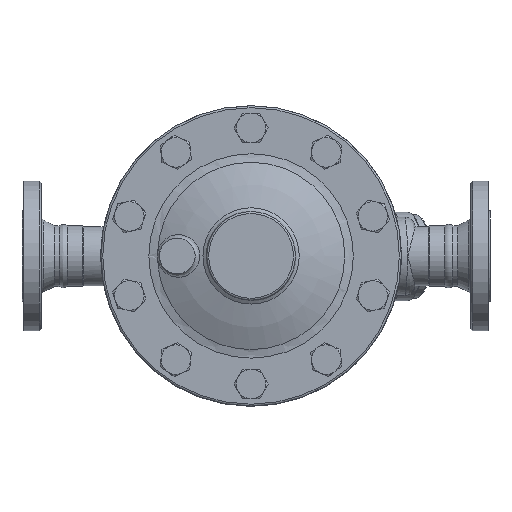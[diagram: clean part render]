
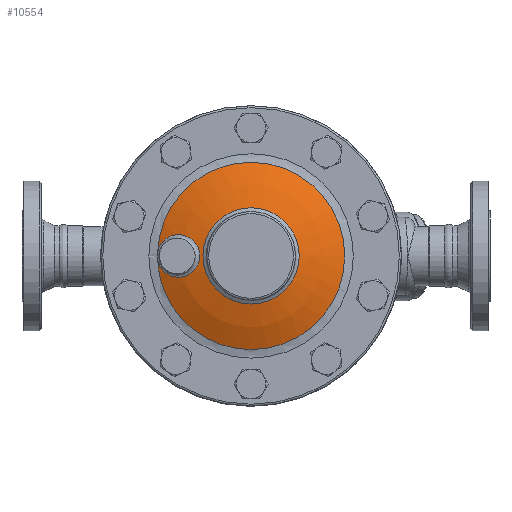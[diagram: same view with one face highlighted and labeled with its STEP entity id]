
A CAD part, top view. The second image highlights one B-rep face of the part: STEP entity #10554.
In plain terms, the highlighted spherical face has radius 218 mm.
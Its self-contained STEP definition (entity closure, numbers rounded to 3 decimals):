
#9309=CARTESIAN_POINT('',(-94.957,3.557,35.));
#9310=VERTEX_POINT('',#9309);
#9326=CARTESIAN_POINT('',(-94.957,-3.557,35.));
#9327=VERTEX_POINT('',#9326);
#9328=CARTESIAN_POINT('',(0.0,0.0,35.0));
#9329=DIRECTION('',(0.0,0.0,-1.0));
#9330=DIRECTION('',(0.0,1.0,0.0));
#9331=AXIS2_PLACEMENT_3D('',#9328,#9329,#9330);
#9332=CIRCLE('',#9331,95.024);
#9333=EDGE_CURVE('',#9310,#9327,#9332,.T.);
#10225=CARTESIAN_POINT('',(-94.957,-3.557,35.));
#10226=CARTESIAN_POINT('',(-94.932,-3.711,35.01));
#10227=CARTESIAN_POINT('',(-94.85,-4.17,35.04));
#10228=CARTESIAN_POINT('',(-94.41,-6.253,35.205));
#10229=CARTESIAN_POINT('',(-93.518,-8.722,35.54));
#10230=CARTESIAN_POINT('',(-92.332,-10.87,35.983));
#10231=CARTESIAN_POINT('',(-91.684,-11.905,36.225));
#10232=CARTESIAN_POINT('',(-91.106,-12.746,36.44));
#10233=CARTESIAN_POINT('',(-90.108,-14.035,36.812));
#10234=CARTESIAN_POINT('',(-89.006,-15.232,37.222));
#10235=CARTESIAN_POINT('',(-87.819,-16.322,37.662));
#10236=CARTESIAN_POINT('',(-87.097,-16.914,37.929));
#10237=CARTESIAN_POINT('',(-86.359,-17.476,38.202));
#10238=CARTESIAN_POINT('',(-85.491,-18.087,38.522));
#10239=CARTESIAN_POINT('',(-83.792,-19.126,39.148));
#10240=CARTESIAN_POINT('',(-81.866,-20.028,39.855));
#10241=CARTESIAN_POINT('',(-80.186,-20.601,40.469));
#10242=CARTESIAN_POINT('',(-79.179,-20.889,40.836));
#10243=CARTESIAN_POINT('',(-77.662,-21.264,41.389));
#10244=CARTESIAN_POINT('',(-75.26,-21.62,42.261));
#10245=CARTESIAN_POINT('',(-72.629,-21.624,43.211));
#10246=CARTESIAN_POINT('',(-70.937,-21.441,43.818));
#10247=CARTESIAN_POINT('',(-69.907,-21.282,44.188));
#10248=CARTESIAN_POINT('',(-68.37,-20.988,44.739));
#10249=CARTESIAN_POINT('',(-65.962,-20.274,45.599));
#10250=CARTESIAN_POINT('',(-63.673,-19.207,46.412));
#10251=CARTESIAN_POINT('',(-62.308,-18.394,46.895));
#10252=CARTESIAN_POINT('',(-61.418,-17.818,47.21));
#10253=CARTESIAN_POINT('',(-60.005,-16.81,47.709));
#10254=CARTESIAN_POINT('',(-58.394,-15.365,48.276));
#10255=CARTESIAN_POINT('',(-56.955,-13.744,48.781));
#10256=CARTESIAN_POINT('',(-55.644,-12.026,49.241));
#10257=CARTESIAN_POINT('',(-54.231,-9.662,49.735));
#10258=CARTESIAN_POINT('',(-53.27,-7.288,50.07));
#10259=CARTESIAN_POINT('',(-52.806,-5.705,50.231));
#10260=CARTESIAN_POINT('',(-52.57,-4.767,50.313));
#10261=CARTESIAN_POINT('',(-52.416,-4.019,50.367));
#10262=CARTESIAN_POINT('',(-52.142,-2.373,50.462));
#10263=CARTESIAN_POINT('',(-51.959,0.004,50.526));
#10264=CARTESIAN_POINT('',(-52.151,2.486,50.459));
#10265=CARTESIAN_POINT('',(-52.533,4.676,50.326));
#10266=CARTESIAN_POINT('',(-52.948,6.297,50.182));
#10267=CARTESIAN_POINT('',(-53.536,7.924,49.977));
#10268=CARTESIAN_POINT('',(-53.973,8.933,49.825));
#10269=CARTESIAN_POINT('',(-54.445,9.919,49.66));
#10270=CARTESIAN_POINT('',(-55.001,10.94,49.465));
#10271=CARTESIAN_POINT('',(-55.588,11.865,49.26));
#10272=CARTESIAN_POINT('',(-56.287,12.878,49.016));
#10273=CARTESIAN_POINT('',(-57.04,13.849,48.751));
#10274=CARTESIAN_POINT('',(-58.499,15.458,48.239));
#10275=CARTESIAN_POINT('',(-60.19,16.977,47.644));
#10276=CARTESIAN_POINT('',(-61.958,18.193,47.019));
#10277=CARTESIAN_POINT('',(-63.494,19.089,46.475));
#10278=CARTESIAN_POINT('',(-65.643,20.152,45.712));
#10279=CARTESIAN_POINT('',(-67.7,20.817,44.979));
#10280=CARTESIAN_POINT('',(-69.327,21.168,44.396));
#10281=CARTESIAN_POINT('',(-70.358,21.371,44.027));
#10282=CARTESIAN_POINT('',(-71.86,21.56,43.487));
#10283=CARTESIAN_POINT('',(-73.696,21.623,42.825));
#10284=CARTESIAN_POINT('',(-75.261,21.562,42.26));
#10285=CARTESIAN_POINT('',(-76.811,21.39,41.698));
#10286=CARTESIAN_POINT('',(-78.874,21.008,40.948));
#10287=CARTESIAN_POINT('',(-80.895,20.4,40.21));
#10288=CARTESIAN_POINT('',(-82.836,19.574,39.499));
#10289=CARTESIAN_POINT('',(-84.704,18.613,38.812));
#10290=CARTESIAN_POINT('',(-86.707,17.288,38.074));
#10291=CARTESIAN_POINT('',(-88.507,15.724,37.407));
#10292=CARTESIAN_POINT('',(-89.624,14.561,36.992));
#10293=CARTESIAN_POINT('',(-90.672,13.338,36.602));
#10294=CARTESIAN_POINT('',(-91.818,11.773,36.175));
#10295=CARTESIAN_POINT('',(-92.889,9.895,35.775));
#10296=CARTESIAN_POINT('',(-93.568,8.393,35.521));
#10297=CARTESIAN_POINT('',(-94.159,6.861,35.3));
#10298=CARTESIAN_POINT('',(-94.621,5.312,35.126));
#10299=CARTESIAN_POINT('',(-94.879,4.026,35.029));
#10300=CARTESIAN_POINT('',(-94.957,3.557,35.));
#10301=B_SPLINE_CURVE_WITH_KNOTS('',3,(#10225,#10226,#10227,#10228,#10229,#10230,#10231,#10232,#10233,#10234,#10235,#10236,#10237,#10238,#10239,#10240,#10241,#10242,#10243,#10244,#10245,#10246,#10247,#10248,#10249,#10250,#10251,#10252,#10253,#10254,#10255,#10256,#10257,#10258,#10259,#10260,#10261,#10262,#10263,#10264,#10265,#10266,#10267,#10268,#10269,#10270,#10271,#10272,#10273,#10274,#10275,#10276,#10277,#10278,#10279,#10280,#10281,#10282,#10283,#10284,#10285,#10286,#10287,#10288,#10289,#10290,#10291,#10292,#10293,#10294,#10295,#10296,#10297,#10298,#10299,#10300),.UNSPECIFIED.,.F.,.U.,(4,1,1,1,1,1,1,1,1,1,1,1,1,1,1,1,1,1,1,1,1,1,1,1,1,1,1,1,1,1,1,1,1,1,1,1,1,1,1,1,1,1,1,1,1,1,1,1,1,1,1,1,1,1,1,1,1,1,1,1,1,1,1,1,1,1,1,1,1,1,1,1,1,4),(-10.92,-10.882,-10.807,-10.407,-10.257,-10.207,-10.107,-10.006,-9.806,-9.706,-9.606,-9.573,-9.473,-9.339,-9.073,-8.939,-8.889,-8.806,-8.539,-8.272,-8.139,-8.105,-8.005,-7.738,-7.472,-7.371,-7.338,-7.205,-6.938,-6.804,-6.671,-6.404,-6.137,-6.054,-6.004,-5.904,-5.87,-5.604,-5.337,-5.27,-5.07,-4.937,-4.853,-4.803,-4.67,-4.57,-4.536,-4.369,-4.269,-4.003,-3.802,-3.736,-3.558,-3.202,-3.185,-3.135,-2.935,-2.802,-2.668,-2.535,-2.402,-2.135,-2.001,-1.868,-1.601,-1.401,-1.276,-1.201,-1.001,-0.801,-0.675,-0.6,-0.4,-0.286),.UNSPECIFIED.);
#10302=EDGE_CURVE('',#9327,#9310,#10301,.T.);
#10530=CARTESIAN_POINT('',(48.879,0.,51.25));
#10531=VERTEX_POINT('',#10530);
#10532=CARTESIAN_POINT('',(0.0,0.0,51.25));
#10533=DIRECTION('',(0.0,0.0,1.0));
#10534=DIRECTION('',(-1.0,0.0,0.0));
#10535=AXIS2_PLACEMENT_3D('',#10532,#10533,#10534);
#10536=CIRCLE('',#10535,48.879);
#10537=EDGE_CURVE('',#10531,#10531,#10536,.T.);
#10542=CARTESIAN_POINT('',(0.0,0.0,-161.2));
#10543=DIRECTION('',(0.0,0.0,1.0));
#10544=DIRECTION('',(1.0,0.0,0.0));
#10545=AXIS2_PLACEMENT_3D('',#10542,#10543,#10544);
#10546=SPHERICAL_SURFACE('',#10545,218.);
#10547=ORIENTED_EDGE('',*,*,#9333,.F.);
#10548=ORIENTED_EDGE('',*,*,#10302,.F.);
#10549=EDGE_LOOP('',(#10547,#10548));
#10550=FACE_OUTER_BOUND('',#10549,.T.);
#10551=ORIENTED_EDGE('',*,*,#10537,.F.);
#10552=EDGE_LOOP('',(#10551));
#10553=FACE_BOUND('',#10552,.T.);
#10554=ADVANCED_FACE('',(#10550,#10553),#10546,.T.);
